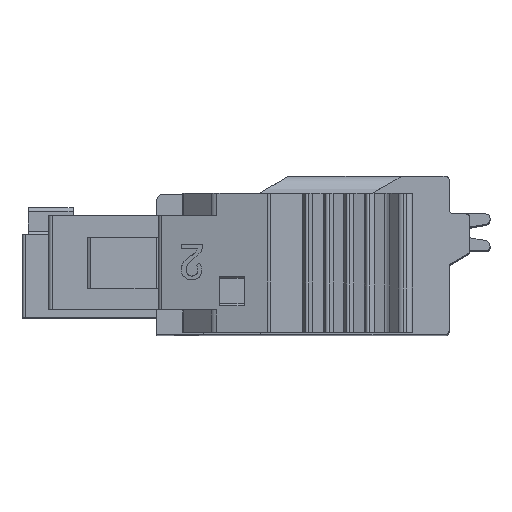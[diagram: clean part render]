
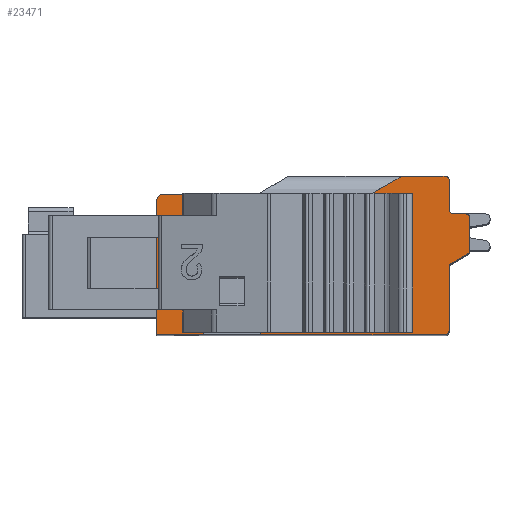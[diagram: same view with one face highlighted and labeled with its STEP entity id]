
A CAD part, top view. The second image highlights one B-rep face of the part: STEP entity #23471.
In plain terms, the highlighted planar face has unit normal (0, 0, 1).
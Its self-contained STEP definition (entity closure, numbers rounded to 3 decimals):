
#210=DIRECTION('',(0.,1.,0.));
#211=VECTOR('',#210,3.107);
#212=CARTESIAN_POINT('',(34.256,16.788,44.275));
#213=LINE('',#212,#211);
#1647=DIRECTION('',(-1.,0.,0.));
#1648=VECTOR('',#1647,2.497);
#1649=CARTESIAN_POINT('',(30.397,23.438,44.275));
#1650=LINE('',#1649,#1648);
#1669=DIRECTION('',(-1.,0.,0.));
#1670=VECTOR('',#1669,6.676);
#1671=CARTESIAN_POINT('',(26.932,23.438,44.275));
#1672=LINE('',#1671,#1670);
#1733=DIRECTION('',(-1.,0.,0.));
#1734=VECTOR('',#1733,2.1);
#1735=CARTESIAN_POINT('',(34.056,24.338,44.275));
#1736=LINE('',#1735,#1734);
#1951=DIRECTION('',(0.,1.,0.));
#1952=VECTOR('',#1951,1.45);
#1953=CARTESIAN_POINT('',(34.256,22.688,44.275));
#1954=LINE('',#1953,#1952);
#2285=DIRECTION('',(1.,0.,0.));
#2286=VECTOR('',#2285,0.968);
#2287=CARTESIAN_POINT('',(26.932,16.688,44.275));
#2288=LINE('',#2287,#2286);
#2289=DIRECTION('',(0.866,0.5,0.));
#2290=VECTOR('',#2289,1.8);
#2291=CARTESIAN_POINT('',(30.397,23.438,44.275));
#2292=LINE('',#2291,#2290);
#2293=CARTESIAN_POINT('',(34.056,24.138,44.275));
#2294=DIRECTION('',(0.,0.,-1.));
#2295=DIRECTION('',(0.,1.,0.));
#2296=AXIS2_PLACEMENT_3D('',#2293,#2294,#2295);
#2298=CARTESIAN_POINT('',(34.456,22.688,44.275));
#2299=DIRECTION('',(0.,0.,1.));
#2300=DIRECTION('',(-1.,0.,0.));
#2301=AXIS2_PLACEMENT_3D('',#2298,#2299,#2300);
#2303=CARTESIAN_POINT('',(35.056,22.288,44.275));
#2304=DIRECTION('',(0.,0.,-1.));
#2305=DIRECTION('',(0.,1.,0.));
#2306=AXIS2_PLACEMENT_3D('',#2303,#2304,#2305);
#2308=CARTESIAN_POINT('',(35.056,20.703,44.275));
#2309=DIRECTION('',(0.,0.,-1.));
#2310=DIRECTION('',(1.,0.,0.));
#2311=AXIS2_PLACEMENT_3D('',#2308,#2309,#2310);
#2313=DIRECTION('',(-0.866,-0.5,0.));
#2314=VECTOR('',#2313,0.924);
#2315=CARTESIAN_POINT('',(35.156,20.53,44.275));
#2316=LINE('',#2315,#2314);
#2317=CARTESIAN_POINT('',(34.456,19.895,44.275));
#2318=DIRECTION('',(0.,0.,1.));
#2319=DIRECTION('',(-0.5,0.866,0.));
#2320=AXIS2_PLACEMENT_3D('',#2317,#2318,#2319);
#2322=CARTESIAN_POINT('',(34.056,16.788,44.275));
#2323=DIRECTION('',(0.,0.,-1.));
#2324=DIRECTION('',(1.,0.,0.));
#2325=AXIS2_PLACEMENT_3D('',#2322,#2323,#2324);
#2327=CARTESIAN_POINT('',(20.256,23.138,44.275));
#2328=DIRECTION('',(0.,0.,-1.));
#2329=DIRECTION('',(-1.,-0.001,0.));
#2330=AXIS2_PLACEMENT_3D('',#2327,#2328,#2329);
#2332=DIRECTION('',(1.,0.,0.));
#2333=VECTOR('',#2332,1.721);
#2334=CARTESIAN_POINT('',(22.765,16.738,44.275));
#2335=LINE('',#2334,#2333);
#2336=DIRECTION('',(-1.,0.,0.));
#2337=VECTOR('',#2336,1.721);
#2338=CARTESIAN_POINT('',(24.486,22.468,44.275));
#2339=LINE('',#2338,#2337);
#2340=DIRECTION('',(0.,1.,0.));
#2341=VECTOR('',#2340,6.75);
#2342=CARTESIAN_POINT('',(26.932,16.688,44.275));
#2343=LINE('',#2342,#2341);
#2352=DIRECTION('',(0.,-1.,0.));
#2353=VECTOR('',#2352,6.75);
#2354=CARTESIAN_POINT('',(27.901,23.438,44.275));
#2355=LINE('',#2354,#2353);
#3084=DIRECTION('',(0.,1.,0.));
#3085=VECTOR('',#3084,5.73);
#3086=CARTESIAN_POINT('',(22.765,16.738,44.275));
#3087=LINE('',#3086,#3085);
#3096=DIRECTION('',(0.,-1.,0.));
#3097=VECTOR('',#3096,5.73);
#3098=CARTESIAN_POINT('',(24.486,22.468,44.275));
#3099=LINE('',#3098,#3097);
#3861=DIRECTION('',(-1.,0.,0.));
#3862=VECTOR('',#3861,0.6);
#3863=CARTESIAN_POINT('',(35.056,22.488,44.275));
#3864=LINE('',#3863,#3862);
#3877=DIRECTION('',(0.,1.,0.));
#3878=VECTOR('',#3877,1.585);
#3879=CARTESIAN_POINT('',(35.256,20.703,44.275));
#3880=LINE('',#3879,#3878);
#4033=DIRECTION('',(1.,0.,0.));
#4034=VECTOR('',#4033,14.1);
#4035=CARTESIAN_POINT('',(19.956,16.588,44.275));
#4036=LINE('',#4035,#4034);
#4381=DIRECTION('',(0.,-1.,0.));
#4382=VECTOR('',#4381,6.55);
#4383=CARTESIAN_POINT('',(19.956,23.137,44.275));
#4384=LINE('',#4383,#4382);
#15882=CARTESIAN_POINT('',(34.056,24.338,44.275));
#15884=VERTEX_POINT('',#15882);
#15886=CARTESIAN_POINT('',(31.956,24.338,44.275));
#15887=VERTEX_POINT('',#15886);
#16119=CARTESIAN_POINT('',(34.256,24.138,44.275));
#16121=VERTEX_POINT('',#16119);
#16144=CARTESIAN_POINT('',(34.256,22.688,44.275));
#16145=VERTEX_POINT('',#16144);
#16354=CARTESIAN_POINT('',(34.256,16.788,44.275));
#16355=CARTESIAN_POINT('',(34.256,19.895,44.275));
#16356=VERTEX_POINT('',#16354);
#16357=VERTEX_POINT('',#16355);
#16539=CARTESIAN_POINT('',(34.056,16.588,44.275));
#16540=VERTEX_POINT('',#16539);
#16545=CARTESIAN_POINT('',(19.956,16.588,44.275));
#16546=VERTEX_POINT('',#16545);
#16759=CARTESIAN_POINT('',(30.397,23.438,44.275));
#16760=VERTEX_POINT('',#16759);
#16761=CARTESIAN_POINT('',(27.901,23.438,44.275));
#16762=VERTEX_POINT('',#16761);
#16769=CARTESIAN_POINT('',(26.932,23.438,44.275));
#16770=VERTEX_POINT('',#16769);
#16771=CARTESIAN_POINT('',(20.256,23.438,44.275));
#16772=VERTEX_POINT('',#16771);
#16859=CARTESIAN_POINT('',(26.932,16.688,44.275));
#16860=VERTEX_POINT('',#16859);
#16861=CARTESIAN_POINT('',(27.901,16.688,44.275));
#16862=VERTEX_POINT('',#16861);
#16863=CARTESIAN_POINT('',(34.456,22.488,44.275));
#16864=VERTEX_POINT('',#16863);
#16865=CARTESIAN_POINT('',(35.056,22.488,44.275));
#16866=VERTEX_POINT('',#16865);
#16867=CARTESIAN_POINT('',(35.256,22.288,44.275));
#16868=VERTEX_POINT('',#16867);
#16869=CARTESIAN_POINT('',(35.256,20.703,44.275));
#16870=VERTEX_POINT('',#16869);
#16871=CARTESIAN_POINT('',(35.156,20.53,44.275));
#16872=VERTEX_POINT('',#16871);
#16873=CARTESIAN_POINT('',(34.356,20.068,44.275));
#16874=VERTEX_POINT('',#16873);
#16875=CARTESIAN_POINT('',(19.956,23.137,44.275));
#16876=VERTEX_POINT('',#16875);
#16877=CARTESIAN_POINT('',(22.765,16.738,44.275));
#16878=CARTESIAN_POINT('',(22.765,22.468,44.275));
#16879=VERTEX_POINT('',#16877);
#16880=VERTEX_POINT('',#16878);
#16881=CARTESIAN_POINT('',(24.486,16.738,44.275));
#16882=VERTEX_POINT('',#16881);
#16883=CARTESIAN_POINT('',(24.486,22.468,44.275));
#16884=VERTEX_POINT('',#16883);
#23421=CARTESIAN_POINT('',(26.228,21.108,44.275));
#23422=DIRECTION('',(0.,0.,1.));
#23423=DIRECTION('',(1.,0.,0.));
#23424=AXIS2_PLACEMENT_3D('',#23421,#23422,#23423);
#23425=PLANE('',#23424);
#23427=ORIENTED_EDGE('',*,*,#23426,.F.);
#23429=ORIENTED_EDGE('',*,*,#23428,.T.);
#23431=ORIENTED_EDGE('',*,*,#23430,.F.);
#23432=ORIENTED_EDGE('',*,*,#22555,.F.);
#23434=ORIENTED_EDGE('',*,*,#23433,.T.);
#23435=ORIENTED_EDGE('',*,*,#22691,.F.);
#23436=ORIENTED_EDGE('',*,*,#22975,.T.);
#23437=ORIENTED_EDGE('',*,*,#23009,.F.);
#23439=ORIENTED_EDGE('',*,*,#23438,.T.);
#23441=ORIENTED_EDGE('',*,*,#23440,.F.);
#23443=ORIENTED_EDGE('',*,*,#23442,.T.);
#23445=ORIENTED_EDGE('',*,*,#23444,.F.);
#23447=ORIENTED_EDGE('',*,*,#23446,.T.);
#23448=ORIENTED_EDGE('',*,*,#23413,.T.);
#23449=ORIENTED_EDGE('',*,*,#23402,.T.);
#23450=ORIENTED_EDGE('',*,*,#20414,.F.);
#23451=ORIENTED_EDGE('',*,*,#22458,.T.);
#23453=ORIENTED_EDGE('',*,*,#23452,.F.);
#23455=ORIENTED_EDGE('',*,*,#23454,.F.);
#23457=ORIENTED_EDGE('',*,*,#23456,.T.);
#23458=ORIENTED_EDGE('',*,*,#22565,.F.);
#23459=EDGE_LOOP('',(#23427,#23429,#23431,#23432,#23434,#23435,#23436,#23437,
#23439,#23441,#23443,#23445,#23447,#23448,#23449,#23450,#23451,#23453,#23455,
#23457,#23458));
#23460=FACE_OUTER_BOUND('',#23459,.F.);
#23462=ORIENTED_EDGE('',*,*,#23461,.F.);
#23464=ORIENTED_EDGE('',*,*,#23463,.T.);
#23466=ORIENTED_EDGE('',*,*,#23465,.F.);
#23468=ORIENTED_EDGE('',*,*,#23467,.T.);
#23469=EDGE_LOOP('',(#23462,#23464,#23466,#23468));
#23470=FACE_BOUND('',#23469,.F.);
#2297=CIRCLE('',#2296,0.2);
#2302=CIRCLE('',#2301,0.2);
#2307=CIRCLE('',#2306,0.2);
#2312=CIRCLE('',#2311,0.2);
#2321=CIRCLE('',#2320,0.2);
#2326=CIRCLE('',#2325,0.2);
#2331=CIRCLE('',#2330,0.3);
#20414=EDGE_CURVE('',#16356,#16357,#213,.T.);
#22458=EDGE_CURVE('',#16356,#16540,#2326,.T.);
#22555=EDGE_CURVE('',#16760,#16762,#1650,.T.);
#22565=EDGE_CURVE('',#16770,#16772,#1672,.T.);
#22691=EDGE_CURVE('',#15884,#15887,#1736,.T.);
#22975=EDGE_CURVE('',#15884,#16121,#2297,.T.);
#23009=EDGE_CURVE('',#16145,#16121,#1954,.T.);
#23402=EDGE_CURVE('',#16874,#16357,#2321,.T.);
#23413=EDGE_CURVE('',#16872,#16874,#2316,.T.);
#23426=EDGE_CURVE('',#16860,#16770,#2343,.T.);
#23428=EDGE_CURVE('',#16860,#16862,#2288,.T.);
#23430=EDGE_CURVE('',#16762,#16862,#2355,.T.);
#23433=EDGE_CURVE('',#16760,#15887,#2292,.T.);
#23438=EDGE_CURVE('',#16145,#16864,#2302,.T.);
#23440=EDGE_CURVE('',#16866,#16864,#3864,.T.);
#23442=EDGE_CURVE('',#16866,#16868,#2307,.T.);
#23444=EDGE_CURVE('',#16870,#16868,#3880,.T.);
#23446=EDGE_CURVE('',#16870,#16872,#2312,.T.);
#23452=EDGE_CURVE('',#16546,#16540,#4036,.T.);
#23454=EDGE_CURVE('',#16876,#16546,#4384,.T.);
#23456=EDGE_CURVE('',#16876,#16772,#2331,.T.);
#23461=EDGE_CURVE('',#16879,#16880,#3087,.T.);
#23463=EDGE_CURVE('',#16879,#16882,#2335,.T.);
#23465=EDGE_CURVE('',#16884,#16882,#3099,.T.);
#23467=EDGE_CURVE('',#16884,#16880,#2339,.T.);
#23471=ADVANCED_FACE('',(#23460,#23470),#23425,.T.);
